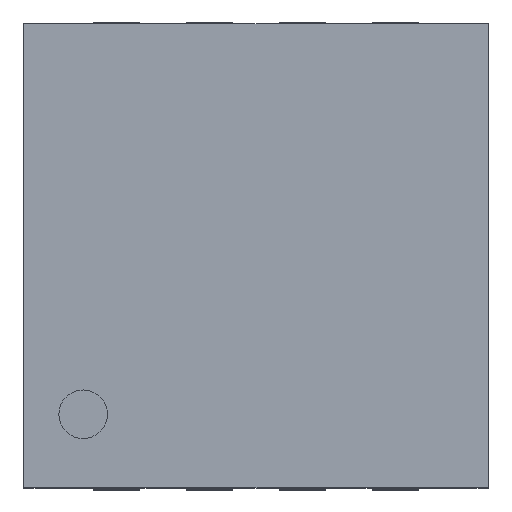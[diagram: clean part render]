
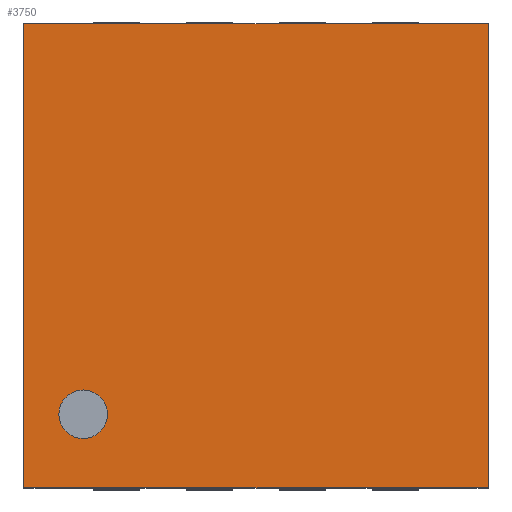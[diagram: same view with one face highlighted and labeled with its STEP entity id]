
A CAD part, top view. The second image highlights one B-rep face of the part: STEP entity #3750.
In plain terms, the highlighted planar face has unit normal (0, 0, 1).
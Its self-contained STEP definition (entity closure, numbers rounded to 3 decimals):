
#52 = VERTEX_POINT('',#53);
#53 = CARTESIAN_POINT('',(-0.794,-0.846,0.754
    ));
#60 = CYLINDRICAL_SURFACE('',#61,0.13);
#61 = AXIS2_PLACEMENT_3D('',#62,#63,#64);
#62 = CARTESIAN_POINT('',(-0.924,-0.846,0.753
    ));
#63 = DIRECTION('',(0.,0.,1.));
#64 = DIRECTION('',(1.,0.,-0.));
#72 = CYLINDRICAL_SURFACE('',#73,0.13);
#73 = AXIS2_PLACEMENT_3D('',#74,#75,#76);
#74 = CARTESIAN_POINT('',(-0.924,-0.846,0.753
    ));
#75 = DIRECTION('',(0.,0.,1.));
#76 = DIRECTION('',(1.,0.,-0.));
#84 = EDGE_CURVE('',#85,#52,#87,.T.);
#85 = VERTEX_POINT('',#86);
#86 = CARTESIAN_POINT('',(-1.053,-0.846,0.754
    ));
#87 = SURFACE_CURVE('',#88,(#93,#100),.PCURVE_S1.);
#88 = CIRCLE('',#89,0.13);
#89 = AXIS2_PLACEMENT_3D('',#90,#91,#92);
#90 = CARTESIAN_POINT('',(-0.924,-0.846,0.754
    ));
#91 = DIRECTION('',(0.,0.,1.));
#92 = DIRECTION('',(1.,0.,-0.));
#93 = PCURVE('',#60,#94);
#94 = DEFINITIONAL_REPRESENTATION('',(#95),#99);
#95 = LINE('',#96,#97);
#96 = CARTESIAN_POINT('',(0.,0.001));
#97 = VECTOR('',#98,1.);
#98 = DIRECTION('',(1.,0.));
#99 = ( GEOMETRIC_REPRESENTATION_CONTEXT(2) 
PARAMETRIC_REPRESENTATION_CONTEXT() REPRESENTATION_CONTEXT('2D SPACE',''
  ) );
#100 = PCURVE('',#101,#106);
#101 = PLANE('',#102);
#102 = AXIS2_PLACEMENT_3D('',#103,#104,#105);
#103 = CARTESIAN_POINT('',(0.,0.,0.754));
#104 = DIRECTION('',(0.,0.,1.));
#105 = DIRECTION('',(1.,0.,-0.));
#106 = DEFINITIONAL_REPRESENTATION('',(#107),#111);
#107 = CIRCLE('',#108,0.13);
#108 = AXIS2_PLACEMENT_2D('',#109,#110);
#109 = CARTESIAN_POINT('',(-0.924,-0.846));
#110 = DIRECTION('',(1.,0.));
#111 = ( GEOMETRIC_REPRESENTATION_CONTEXT(2) 
PARAMETRIC_REPRESENTATION_CONTEXT() REPRESENTATION_CONTEXT('2D SPACE',''
  ) );
#1315 = PLANE('',#1316);
#1316 = AXIS2_PLACEMENT_3D('',#1317,#1318,#1319);
#1317 = CARTESIAN_POINT('',(-1.24,-1.24,
    0.754));
#1318 = DIRECTION('',(0.,1.,0.));
#1319 = DIRECTION('',(0.,-0.,1.));
#1343 = PLANE('',#1344);
#1344 = AXIS2_PLACEMENT_3D('',#1345,#1346,#1347);
#1345 = CARTESIAN_POINT('',(-1.24,1.24,
    0.754));
#1346 = DIRECTION('',(1.,0.,0.));
#1347 = DIRECTION('',(0.,1.,0.));
#1371 = PLANE('',#1372);
#1372 = AXIS2_PLACEMENT_3D('',#1373,#1374,#1375);
#1373 = CARTESIAN_POINT('',(-1.24,1.24,
    0.754));
#1374 = DIRECTION('',(0.,-1.,0.));
#1375 = DIRECTION('',(0.,0.,-1.));
#1827 = PLANE('',#1828);
#1828 = AXIS2_PLACEMENT_3D('',#1829,#1830,#1831);
#1829 = CARTESIAN_POINT('',(1.24,1.24,0.754
    ));
#1830 = DIRECTION('',(-1.,0.,0.));
#1831 = DIRECTION('',(0.,-1.,0.));
#3267 = VERTEX_POINT('',#3268);
#3268 = CARTESIAN_POINT('',(1.24,-1.24,
    0.754));
#3289 = EDGE_CURVE('',#3290,#3267,#3292,.T.);
#3290 = VERTEX_POINT('',#3291);
#3291 = CARTESIAN_POINT('',(-1.24,-1.24,
    0.754));
#3292 = SURFACE_CURVE('',#3293,(#3297,#3304),.PCURVE_S1.);
#3293 = LINE('',#3294,#3295);
#3294 = CARTESIAN_POINT('',(-1.24,-1.24,
    0.754));
#3295 = VECTOR('',#3296,1.);
#3296 = DIRECTION('',(1.,0.,0.));
#3297 = PCURVE('',#1315,#3298);
#3298 = DEFINITIONAL_REPRESENTATION('',(#3299),#3303);
#3299 = LINE('',#3300,#3301);
#3300 = CARTESIAN_POINT('',(0.,0.));
#3301 = VECTOR('',#3302,1.);
#3302 = DIRECTION('',(0.,1.));
#3303 = ( GEOMETRIC_REPRESENTATION_CONTEXT(2) 
PARAMETRIC_REPRESENTATION_CONTEXT() REPRESENTATION_CONTEXT('2D SPACE',''
  ) );
#3304 = PCURVE('',#101,#3305);
#3305 = DEFINITIONAL_REPRESENTATION('',(#3306),#3310);
#3306 = LINE('',#3307,#3308);
#3307 = CARTESIAN_POINT('',(-1.24,-1.24));
#3308 = VECTOR('',#3309,1.);
#3309 = DIRECTION('',(1.,0.));
#3310 = ( GEOMETRIC_REPRESENTATION_CONTEXT(2) 
PARAMETRIC_REPRESENTATION_CONTEXT() REPRESENTATION_CONTEXT('2D SPACE',''
  ) );
#3339 = VERTEX_POINT('',#3340);
#3340 = CARTESIAN_POINT('',(1.24,1.24,0.754
    ));
#3361 = EDGE_CURVE('',#3267,#3339,#3362,.T.);
#3362 = SURFACE_CURVE('',#3363,(#3367,#3374),.PCURVE_S1.);
#3363 = LINE('',#3364,#3365);
#3364 = CARTESIAN_POINT('',(1.24,1.24,0.754
    ));
#3365 = VECTOR('',#3366,1.);
#3366 = DIRECTION('',(0.,1.,0.));
#3367 = PCURVE('',#1827,#3368);
#3368 = DEFINITIONAL_REPRESENTATION('',(#3369),#3373);
#3369 = LINE('',#3370,#3371);
#3370 = CARTESIAN_POINT('',(0.,0.));
#3371 = VECTOR('',#3372,1.);
#3372 = DIRECTION('',(-1.,0.));
#3373 = ( GEOMETRIC_REPRESENTATION_CONTEXT(2) 
PARAMETRIC_REPRESENTATION_CONTEXT() REPRESENTATION_CONTEXT('2D SPACE',''
  ) );
#3374 = PCURVE('',#101,#3375);
#3375 = DEFINITIONAL_REPRESENTATION('',(#3376),#3380);
#3376 = LINE('',#3377,#3378);
#3377 = CARTESIAN_POINT('',(1.24,1.24));
#3378 = VECTOR('',#3379,1.);
#3379 = DIRECTION('',(0.,1.));
#3380 = ( GEOMETRIC_REPRESENTATION_CONTEXT(2) 
PARAMETRIC_REPRESENTATION_CONTEXT() REPRESENTATION_CONTEXT('2D SPACE',''
  ) );
#3439 = VERTEX_POINT('',#3440);
#3440 = CARTESIAN_POINT('',(-1.24,1.24,
    0.754));
#3461 = EDGE_CURVE('',#3339,#3439,#3462,.T.);
#3462 = SURFACE_CURVE('',#3463,(#3467,#3474),.PCURVE_S1.);
#3463 = LINE('',#3464,#3465);
#3464 = CARTESIAN_POINT('',(-1.24,1.24,
    0.754));
#3465 = VECTOR('',#3466,1.);
#3466 = DIRECTION('',(-1.,-0.,-0.));
#3467 = PCURVE('',#1371,#3468);
#3468 = DEFINITIONAL_REPRESENTATION('',(#3469),#3473);
#3469 = LINE('',#3470,#3471);
#3470 = CARTESIAN_POINT('',(0.,0.));
#3471 = VECTOR('',#3472,1.);
#3472 = DIRECTION('',(0.,-1.));
#3473 = ( GEOMETRIC_REPRESENTATION_CONTEXT(2) 
PARAMETRIC_REPRESENTATION_CONTEXT() REPRESENTATION_CONTEXT('2D SPACE',''
  ) );
#3474 = PCURVE('',#101,#3475);
#3475 = DEFINITIONAL_REPRESENTATION('',(#3476),#3480);
#3476 = LINE('',#3477,#3478);
#3477 = CARTESIAN_POINT('',(-1.24,1.24));
#3478 = VECTOR('',#3479,1.);
#3479 = DIRECTION('',(-1.,0.));
#3480 = ( GEOMETRIC_REPRESENTATION_CONTEXT(2) 
PARAMETRIC_REPRESENTATION_CONTEXT() REPRESENTATION_CONTEXT('2D SPACE',''
  ) );
#3729 = EDGE_CURVE('',#3439,#3290,#3730,.T.);
#3730 = SURFACE_CURVE('',#3731,(#3735,#3742),.PCURVE_S1.);
#3731 = LINE('',#3732,#3733);
#3732 = CARTESIAN_POINT('',(-1.24,1.24,
    0.754));
#3733 = VECTOR('',#3734,1.);
#3734 = DIRECTION('',(0.,-1.,0.));
#3735 = PCURVE('',#1343,#3736);
#3736 = DEFINITIONAL_REPRESENTATION('',(#3737),#3741);
#3737 = LINE('',#3738,#3739);
#3738 = CARTESIAN_POINT('',(0.,0.));
#3739 = VECTOR('',#3740,1.);
#3740 = DIRECTION('',(-1.,0.));
#3741 = ( GEOMETRIC_REPRESENTATION_CONTEXT(2) 
PARAMETRIC_REPRESENTATION_CONTEXT() REPRESENTATION_CONTEXT('2D SPACE',''
  ) );
#3742 = PCURVE('',#101,#3743);
#3743 = DEFINITIONAL_REPRESENTATION('',(#3744),#3748);
#3744 = LINE('',#3745,#3746);
#3745 = CARTESIAN_POINT('',(-1.24,1.24));
#3746 = VECTOR('',#3747,1.);
#3747 = DIRECTION('',(0.,-1.));
#3748 = ( GEOMETRIC_REPRESENTATION_CONTEXT(2) 
PARAMETRIC_REPRESENTATION_CONTEXT() REPRESENTATION_CONTEXT('2D SPACE',''
  ) );
#3750 = ADVANCED_FACE('',(#3751,#3776),#101,.T.);
#3751 = FACE_BOUND('',#3752,.T.);
#3752 = EDGE_LOOP('',(#3753,#3775));
#3753 = ORIENTED_EDGE('',*,*,#3754,.F.);
#3754 = EDGE_CURVE('',#52,#85,#3755,.T.);
#3755 = SURFACE_CURVE('',#3756,(#3761,#3768),.PCURVE_S1.);
#3756 = CIRCLE('',#3757,0.13);
#3757 = AXIS2_PLACEMENT_3D('',#3758,#3759,#3760);
#3758 = CARTESIAN_POINT('',(-0.924,-0.846,
    0.754));
#3759 = DIRECTION('',(0.,0.,1.));
#3760 = DIRECTION('',(1.,0.,-0.));
#3761 = PCURVE('',#101,#3762);
#3762 = DEFINITIONAL_REPRESENTATION('',(#3763),#3767);
#3763 = CIRCLE('',#3764,0.13);
#3764 = AXIS2_PLACEMENT_2D('',#3765,#3766);
#3765 = CARTESIAN_POINT('',(-0.924,-0.846));
#3766 = DIRECTION('',(1.,0.));
#3767 = ( GEOMETRIC_REPRESENTATION_CONTEXT(2) 
PARAMETRIC_REPRESENTATION_CONTEXT() REPRESENTATION_CONTEXT('2D SPACE',''
  ) );
#3768 = PCURVE('',#72,#3769);
#3769 = DEFINITIONAL_REPRESENTATION('',(#3770),#3774);
#3770 = LINE('',#3771,#3772);
#3771 = CARTESIAN_POINT('',(0.,0.001));
#3772 = VECTOR('',#3773,1.);
#3773 = DIRECTION('',(1.,0.));
#3774 = ( GEOMETRIC_REPRESENTATION_CONTEXT(2) 
PARAMETRIC_REPRESENTATION_CONTEXT() REPRESENTATION_CONTEXT('2D SPACE',''
  ) );
#3775 = ORIENTED_EDGE('',*,*,#84,.F.);
#3776 = FACE_BOUND('',#3777,.T.);
#3777 = EDGE_LOOP('',(#3778,#3779,#3780,#3781));
#3778 = ORIENTED_EDGE('',*,*,#3361,.T.);
#3779 = ORIENTED_EDGE('',*,*,#3461,.T.);
#3780 = ORIENTED_EDGE('',*,*,#3729,.T.);
#3781 = ORIENTED_EDGE('',*,*,#3289,.T.);
